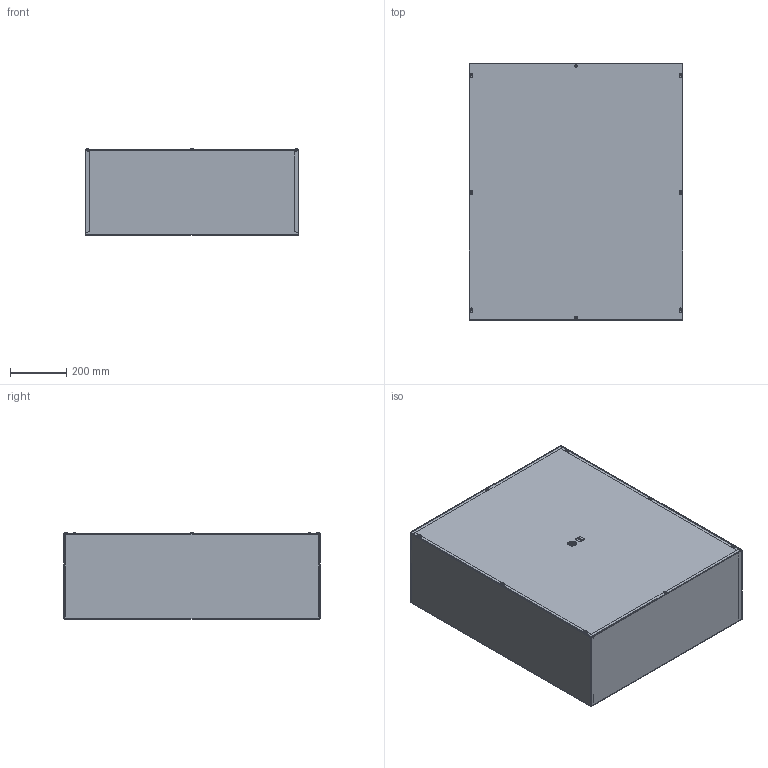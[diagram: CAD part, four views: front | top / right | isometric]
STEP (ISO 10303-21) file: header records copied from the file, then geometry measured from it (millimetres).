
FILE_DESCRIPTION(/* description */ ('1100DFN 36" x 30" x 12" Assembly'),/* implementation_level */ '2;1');
FILE_NAME(/* name */ '1100DF363012N.stp',/* time_stamp */ '2025-06-02T10:28:48-04:00',/* author */ ('BoxCad'),/* organization */ (''),/* preprocessor_version */ 'ST-DEVELOPER v20',/* originating_system */ 'Autodesk Inventor 2024',/* authorisation */ '');
FILE_SCHEMA (('AUTOMOTIVE_DESIGN { 1 0 10303 214 3 1 1 }'));
Products named in the file (9): 1100DF363012N; 1100DF363012NB; 1100DF363012NB-P; 1100DF363012NC; 1100DF363012NC-P; STK-P-02400S; STK-S-00800; STK-S-00950; STK-Q-05020
Assembly tree (16 placements, depth 3):
  1100DF363012N
    1100DF363012NB
      1100DF363012NB-P
      STK-P-02400S
    1100DF363012NC
      1100DF363012NC-P
      STK-P-02400S
      STK-S-00800
      STK-S-00950
    STK-Q-05020  x8
Bounding box: 762 x 914.4 x 309.44 mm (x, y, z)
Volume: 3974033.3 mm3; surface area: 4927467.4 mm2
Topology: 12 solids, 12 shells, 4287 faces, 11546 edges, 7516 vertices
Faces by surface type: plane 2490, bspline 684, cylinder 625, torus 272, sphere 168, cone 48
Full cylindrical faces by diameter (mm): 0.75 x2, 0.85 x2, 1.1 x1, 1.3 x1, 4.191 x8, 4.496 x2, 6.35 x1, 7.366 x6, 7.925 x1, 9.5 x8, 27 x1, 29 x1, 31.75 x1
Entity records: 89314 total; most frequent: CARTESIAN_POINT 28566, ORIENTED_EDGE 13360, DIRECTION 9495, EDGE_CURVE 6680, LINE 4947, VECTOR 4947, VERTEX_POINT 4401, EDGE_LOOP 2791
